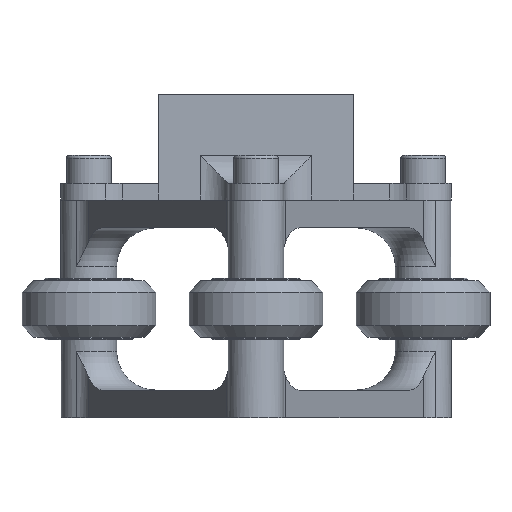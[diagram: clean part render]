
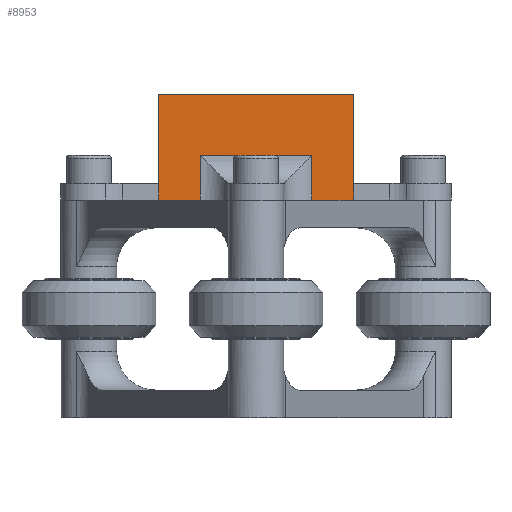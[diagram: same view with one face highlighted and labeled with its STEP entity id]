
A CAD part, front view. The second image highlights one B-rep face of the part: STEP entity #8953.
In plain terms, the highlighted planar face has unit normal (0, -1, 0).
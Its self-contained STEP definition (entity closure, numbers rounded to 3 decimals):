
#896=PLANE('',#9872);
#1286=FACE_OUTER_BOUND('',#1841,.T.);
#1841=EDGE_LOOP('',(#7515,#7516,#7517,#7518,#7519,#7520,#7521,#7522));
#2310=LINE('',#22608,#2819);
#2314=LINE('',#24020,#2823);
#2323=LINE('',#24058,#2832);
#2332=LINE('',#24113,#2841);
#2346=LINE('',#24141,#2855);
#2348=LINE('',#24145,#2857);
#2350=LINE('',#24149,#2859);
#2351=LINE('',#24150,#2860);
#2819=VECTOR('',#11610,10.);
#2823=VECTOR('',#11622,10.);
#2832=VECTOR('',#11651,10.);
#2841=VECTOR('',#11702,10.);
#2855=VECTOR('',#11736,10.);
#2857=VECTOR('',#11742,10.);
#2859=VECTOR('',#11746,10.);
#2860=VECTOR('',#11747,10.);
#3950=VERTEX_POINT('',#22605);
#3951=VERTEX_POINT('',#22607);
#3956=VERTEX_POINT('',#24018);
#3974=VERTEX_POINT('',#24055);
#3975=VERTEX_POINT('',#24057);
#3997=VERTEX_POINT('',#24106);
#4000=VERTEX_POINT('',#24111);
#4005=VERTEX_POINT('',#24148);
#5144=EDGE_CURVE('',#3951,#3950,#2310,.T.);
#5157=EDGE_CURVE('',#3950,#3956,#2314,.T.);
#5176=EDGE_CURVE('',#3975,#3974,#2323,.T.);
#5203=EDGE_CURVE('',#4000,#3997,#2332,.T.);
#5219=EDGE_CURVE('',#3975,#4000,#2346,.T.);
#5221=EDGE_CURVE('',#3997,#3956,#2348,.T.);
#5223=EDGE_CURVE('',#3974,#4005,#2350,.T.);
#5224=EDGE_CURVE('',#4005,#3951,#2351,.T.);
#7515=ORIENTED_EDGE('',*,*,#5219,.F.);
#7516=ORIENTED_EDGE('',*,*,#5176,.T.);
#7517=ORIENTED_EDGE('',*,*,#5223,.T.);
#7518=ORIENTED_EDGE('',*,*,#5224,.T.);
#7519=ORIENTED_EDGE('',*,*,#5144,.T.);
#7520=ORIENTED_EDGE('',*,*,#5157,.T.);
#7521=ORIENTED_EDGE('',*,*,#5221,.F.);
#7522=ORIENTED_EDGE('',*,*,#5203,.F.);
#8953=ADVANCED_FACE('',(#1286),#896,.T.);
#9872=AXIS2_PLACEMENT_3D('',#24147,#11744,#11745);
#11610=DIRECTION('',(0.,0.,-1.));
#11622=DIRECTION('',(1.,0.,0.));
#11651=DIRECTION('',(1.,0.,0.));
#11702=DIRECTION('',(-1.,0.,0.));
#11736=DIRECTION('',(0.,0.,1.));
#11742=DIRECTION('',(0.,0.,-1.));
#11744=DIRECTION('center_axis',(0.,-1.,0.));
#11745=DIRECTION('ref_axis',(0.,0.,-1.));
#11746=DIRECTION('',(0.,0.,1.));
#11747=DIRECTION('',(-1.,0.,0.));
#22605=CARTESIAN_POINT('',(-17.5,-58.75,15.));
#22607=CARTESIAN_POINT('',(-17.5,-58.75,34.02));
#22608=CARTESIAN_POINT('',(-17.5,-58.75,15.));
#24018=CARTESIAN_POINT('',(-10.,-58.75,15.));
#24020=CARTESIAN_POINT('',(-17.5,-58.75,15.));
#24055=CARTESIAN_POINT('',(17.5,-58.75,15.));
#24057=CARTESIAN_POINT('',(10.,-58.75,15.));
#24058=CARTESIAN_POINT('',(-17.5,-58.75,15.));
#24106=CARTESIAN_POINT('',(-10.,-58.75,23.));
#24111=CARTESIAN_POINT('',(10.,-58.75,23.));
#24113=CARTESIAN_POINT('',(-8.75,-58.75,23.));
#24141=CARTESIAN_POINT('',(10.,-58.75,15.));
#24145=CARTESIAN_POINT('',(-10.,-58.75,15.));
#24147=CARTESIAN_POINT('Origin',(-17.5,-58.75,15.));
#24148=CARTESIAN_POINT('',(17.5,-58.75,34.02));
#24149=CARTESIAN_POINT('',(17.5,-58.75,15.));
#24150=CARTESIAN_POINT('',(-17.5,-58.75,34.02));
